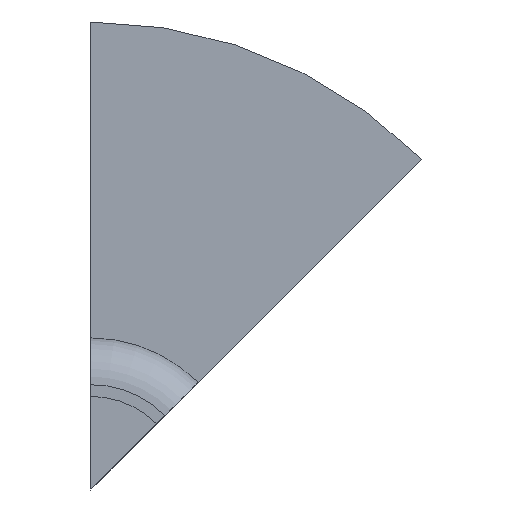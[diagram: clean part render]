
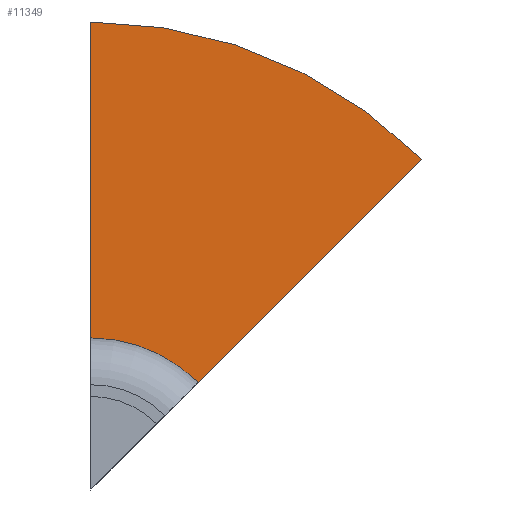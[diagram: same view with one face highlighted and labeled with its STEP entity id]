
A CAD part, front view. The second image highlights one B-rep face of the part: STEP entity #11349.
In plain terms, the highlighted planar face has unit normal (0, -1, 0).
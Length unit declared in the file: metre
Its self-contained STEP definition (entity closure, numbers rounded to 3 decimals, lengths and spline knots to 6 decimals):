
#10788 = PLANE('',#10789);
#10789 = AXIS2_PLACEMENT_3D('',#10790,#10791,#10792);
#10790 = CARTESIAN_POINT('',(0.,500.,300.));
#10791 = DIRECTION('',(1.,0.,0.));
#10792 = DIRECTION('',(0.,0.,-1.));
#10843 = PLANE('',#10844);
#10844 = AXIS2_PLACEMENT_3D('',#10845,#10846,#10847);
#10845 = CARTESIAN_POINT('',(300.,500.,300.));
#10846 = DIRECTION('',(0.707,0.,-0.707));
#10847 = DIRECTION('',(-0.707,0.,-0.707));
#10981 = VERTEX_POINT('',#10982);
#10982 = CARTESIAN_POINT('',(0.,-53.,
    65.));
#10996 = CYLINDRICAL_SURFACE('',#10997,65.);
#10997 = AXIS2_PLACEMENT_3D('',#10998,#10999,#11000);
#10998 = CARTESIAN_POINT('',(0.,-83.,0.));
#10999 = DIRECTION('',(0.,1.,0.));
#11000 = DIRECTION('',(1.,0.,0.));
#11007 = EDGE_CURVE('',#10981,#11008,#11010,.T.);
#11008 = VERTEX_POINT('',#11009);
#11009 = CARTESIAN_POINT('',(0.,-53.,200.));
#11010 = SURFACE_CURVE('',#11011,(#11015,#11022),.PCURVE_S1.);
#11011 = LINE('',#11012,#11013);
#11012 = CARTESIAN_POINT('',(0.,-53.,150.));
#11013 = VECTOR('',#11014,1.);
#11014 = DIRECTION('',(0.,0.,1.));
#11015 = PCURVE('',#10788,#11016);
#11016 = DEFINITIONAL_REPRESENTATION('',(#11017),#11021);
#11017 = LINE('',#11018,#11019);
#11018 = CARTESIAN_POINT('',(150.,-553.));
#11019 = VECTOR('',#11020,1.);
#11020 = DIRECTION('',(-1.,0.));
#11021 = ( GEOMETRIC_REPRESENTATION_CONTEXT(2) 
PARAMETRIC_REPRESENTATION_CONTEXT() REPRESENTATION_CONTEXT('2D SPACE',''
  ) );
#11022 = PCURVE('',#11023,#11028);
#11023 = PLANE('',#11024);
#11024 = AXIS2_PLACEMENT_3D('',#11025,#11026,#11027);
#11025 = CARTESIAN_POINT('',(0.,-53.,0.));
#11026 = DIRECTION('',(0.,1.,0.));
#11027 = DIRECTION('',(1.,-0.,-0.));
#11028 = DEFINITIONAL_REPRESENTATION('',(#11029),#11033);
#11029 = LINE('',#11030,#11031);
#11030 = CARTESIAN_POINT('',(-0.,-150.));
#11031 = VECTOR('',#11032,1.);
#11032 = DIRECTION('',(-0.,-1.));
#11033 = ( GEOMETRIC_REPRESENTATION_CONTEXT(2) 
PARAMETRIC_REPRESENTATION_CONTEXT() REPRESENTATION_CONTEXT('2D SPACE',''
  ) );
#11051 = CYLINDRICAL_SURFACE('',#11052,200.);
#11052 = AXIS2_PLACEMENT_3D('',#11053,#11054,#11055);
#11053 = CARTESIAN_POINT('',(0.,-53.,0.));
#11054 = DIRECTION('',(0.,1.,0.));
#11055 = DIRECTION('',(1.,0.,0.));
#11116 = VERTEX_POINT('',#11117);
#11117 = CARTESIAN_POINT('',(141.421356,-53.,
    141.421356));
#11137 = EDGE_CURVE('',#11138,#11116,#11140,.T.);
#11138 = VERTEX_POINT('',#11139);
#11139 = CARTESIAN_POINT('',(45.961941,-53.,
    45.961941));
#11140 = SURFACE_CURVE('',#11141,(#11145,#11152),.PCURVE_S1.);
#11141 = LINE('',#11142,#11143);
#11142 = CARTESIAN_POINT('',(150.,-53.,150.));
#11143 = VECTOR('',#11144,1.);
#11144 = DIRECTION('',(0.707,-0.,0.707));
#11145 = PCURVE('',#10843,#11146);
#11146 = DEFINITIONAL_REPRESENTATION('',(#11147),#11151);
#11147 = LINE('',#11148,#11149);
#11148 = CARTESIAN_POINT('',(212.132,-553.));
#11149 = VECTOR('',#11150,1.);
#11150 = DIRECTION('',(-1.,0.));
#11151 = ( GEOMETRIC_REPRESENTATION_CONTEXT(2) 
PARAMETRIC_REPRESENTATION_CONTEXT() REPRESENTATION_CONTEXT('2D SPACE',''
  ) );
#11152 = PCURVE('',#11023,#11153);
#11153 = DEFINITIONAL_REPRESENTATION('',(#11154),#11158);
#11154 = LINE('',#11155,#11156);
#11155 = CARTESIAN_POINT('',(150.,-150.));
#11156 = VECTOR('',#11157,1.);
#11157 = DIRECTION('',(0.707,-0.707));
#11158 = ( GEOMETRIC_REPRESENTATION_CONTEXT(2) 
PARAMETRIC_REPRESENTATION_CONTEXT() REPRESENTATION_CONTEXT('2D SPACE',''
  ) );
#11328 = EDGE_CURVE('',#10981,#11138,#11329,.T.);
#11329 = SURFACE_CURVE('',#11330,(#11335,#11342),.PCURVE_S1.);
#11330 = CIRCLE('',#11331,65.);
#11331 = AXIS2_PLACEMENT_3D('',#11332,#11333,#11334);
#11332 = CARTESIAN_POINT('',(0.,-53.,0.));
#11333 = DIRECTION('',(-0.,1.,0.));
#11334 = DIRECTION('',(1.,0.,0.));
#11335 = PCURVE('',#10996,#11336);
#11336 = DEFINITIONAL_REPRESENTATION('',(#11337),#11341);
#11337 = LINE('',#11338,#11339);
#11338 = CARTESIAN_POINT('',(0.,30.));
#11339 = VECTOR('',#11340,1.);
#11340 = DIRECTION('',(1.,0.));
#11341 = ( GEOMETRIC_REPRESENTATION_CONTEXT(2) 
PARAMETRIC_REPRESENTATION_CONTEXT() REPRESENTATION_CONTEXT('2D SPACE',''
  ) );
#11342 = PCURVE('',#11023,#11343);
#11343 = DEFINITIONAL_REPRESENTATION('',(#11344),#11348);
#11344 = CIRCLE('',#11345,65.);
#11345 = AXIS2_PLACEMENT_2D('',#11346,#11347);
#11346 = CARTESIAN_POINT('',(0.,0.));
#11347 = DIRECTION('',(1.,-0.));
#11348 = ( GEOMETRIC_REPRESENTATION_CONTEXT(2) 
PARAMETRIC_REPRESENTATION_CONTEXT() REPRESENTATION_CONTEXT('2D SPACE',''
  ) );
#11349 = ADVANCED_FACE('',(#11350),#11023,.F.);
#11350 = FACE_BOUND('',#11351,.T.);
#11351 = EDGE_LOOP('',(#11352,#11353,#11354,#11355));
#11352 = ORIENTED_EDGE('',*,*,#11007,.F.);
#11353 = ORIENTED_EDGE('',*,*,#11328,.T.);
#11354 = ORIENTED_EDGE('',*,*,#11137,.T.);
#11355 = ORIENTED_EDGE('',*,*,#11356,.F.);
#11356 = EDGE_CURVE('',#11008,#11116,#11357,.T.);
#11357 = SURFACE_CURVE('',#11358,(#11363,#11370),.PCURVE_S1.);
#11358 = CIRCLE('',#11359,200.);
#11359 = AXIS2_PLACEMENT_3D('',#11360,#11361,#11362);
#11360 = CARTESIAN_POINT('',(0.,-53.,0.));
#11361 = DIRECTION('',(-0.,1.,0.));
#11362 = DIRECTION('',(1.,0.,0.));
#11363 = PCURVE('',#11023,#11364);
#11364 = DEFINITIONAL_REPRESENTATION('',(#11365),#11369);
#11365 = CIRCLE('',#11366,200.);
#11366 = AXIS2_PLACEMENT_2D('',#11367,#11368);
#11367 = CARTESIAN_POINT('',(0.,0.));
#11368 = DIRECTION('',(1.,-0.));
#11369 = ( GEOMETRIC_REPRESENTATION_CONTEXT(2) 
PARAMETRIC_REPRESENTATION_CONTEXT() REPRESENTATION_CONTEXT('2D SPACE',''
  ) );
#11370 = PCURVE('',#11051,#11371);
#11371 = DEFINITIONAL_REPRESENTATION('',(#11372),#11376);
#11372 = LINE('',#11373,#11374);
#11373 = CARTESIAN_POINT('',(0.,0.));
#11374 = VECTOR('',#11375,1.);
#11375 = DIRECTION('',(1.,0.));
#11376 = ( GEOMETRIC_REPRESENTATION_CONTEXT(2) 
PARAMETRIC_REPRESENTATION_CONTEXT() REPRESENTATION_CONTEXT('2D SPACE',''
  ) );
